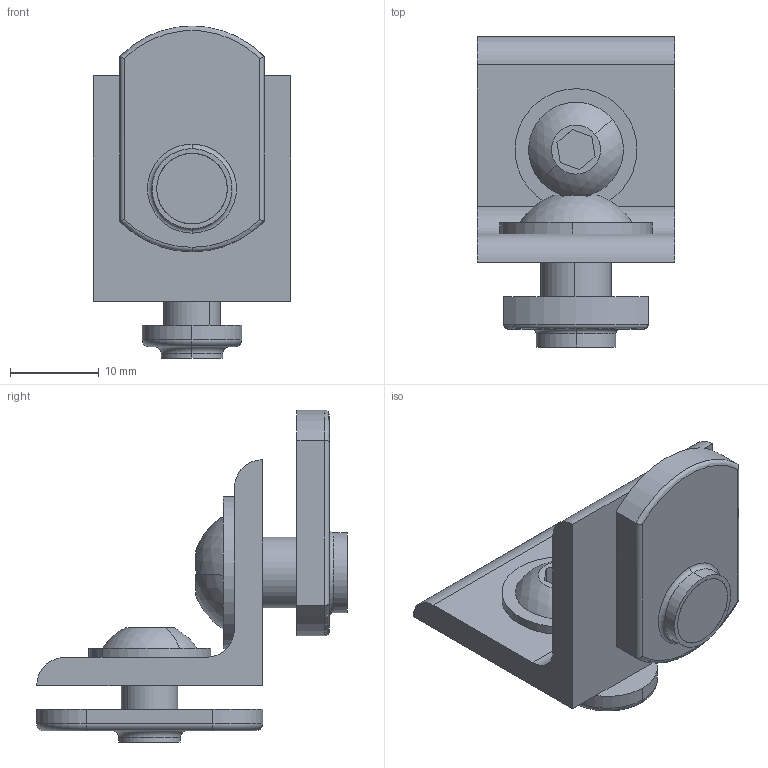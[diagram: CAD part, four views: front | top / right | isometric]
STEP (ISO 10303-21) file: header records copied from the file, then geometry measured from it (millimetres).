
FILE_DESCRIPTION (( 'STEP AP203' ), '1' );
FILE_NAME ('653272.SLDASM.step', '2003-10-13T11:32:55', ( 'Jerry Winters' ), ( 'GoEngineer' ), 'SwSTEP 2.0', 'SolidWorks 2003174', '' );
FILE_SCHEMA (( 'CONFIG_CONTROL_DESIGN' ));
Length unit declared in the file: inch
Products named in the file (8): 653272.SLDASM; 651128; FBHSCS_651135; 651097; Inside Corner Brackets (TRAN)_653272; 651166; FBHSCS_651169; 651163
Assembly tree (7 placements, depth 3):
  653272.SLDASM
    651128
      FBHSCS_651135
      651097
    651166
      FBHSCS_651169
      651163
    Inside Corner Brackets (TRAN)_653272
Bounding box: 22.23 x 34.92 x 37.34 mm (x, y, z)
Volume: 6437.7 mm3; surface area: 5745.9 mm2
Topology: 5 solids, 5 shells, 84 faces, 185 edges, 118 vertices
Faces by surface type: plane 37, cylinder 33, torus 10, sphere 4
Entity records: 3237 total; most frequent: DIRECTION 467, CARTESIAN_POINT 419, ORIENTED_EDGE 370, AXIS2_PLACEMENT_3D 190, EDGE_CURVE 185, VERTEX_POINT 118, EDGE_LOOP 99, CIRCLE 94
